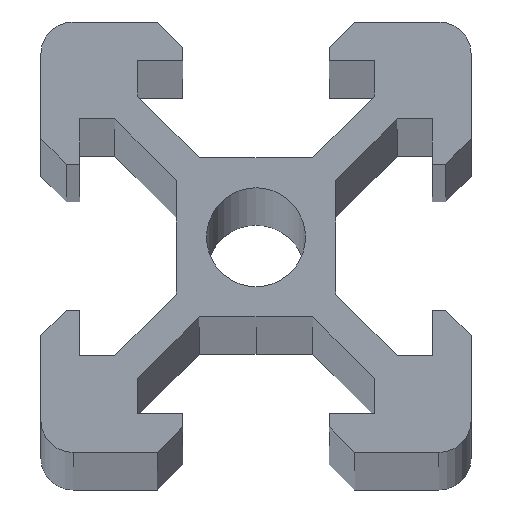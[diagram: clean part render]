
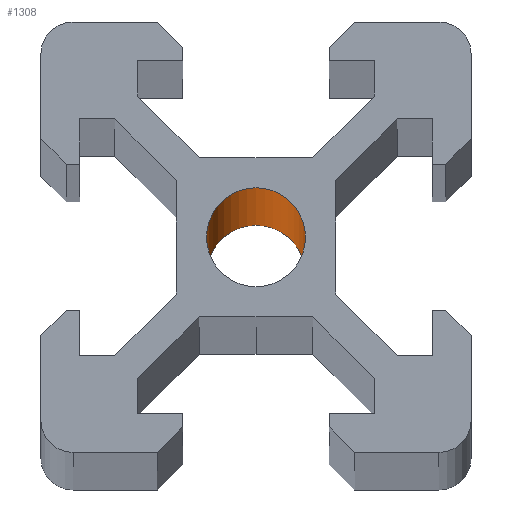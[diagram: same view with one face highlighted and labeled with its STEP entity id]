
A CAD part, top view. The second image highlights one B-rep face of the part: STEP entity #1308.
In plain terms, the highlighted cylindrical face has radius 2.3 mm (diameter 4.6 mm), a full revolution.
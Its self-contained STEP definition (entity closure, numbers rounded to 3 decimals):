
#138=FACE_OUTER_BOUND('',#202,.T.);
#202=EDGE_LOOP('',(#1171,#1172,#1173,#1174,#1175,#1176));
#377=LINE('',#2100,#550);
#550=VECTOR('',#1725,2.3);
#557=CIRCLE('',#1339,2.3);
#558=CIRCLE('',#1340,2.3);
#562=CIRCLE('',#1402,2.3);
#563=CIRCLE('',#1403,2.3);
#627=VERTEX_POINT('',#1863);
#628=VERTEX_POINT('',#1864);
#686=VERTEX_POINT('',#2096);
#687=VERTEX_POINT('',#2097);
#753=EDGE_CURVE('',#627,#628,#557,.T.);
#754=EDGE_CURVE('',#628,#627,#558,.T.);
#869=EDGE_CURVE('',#686,#687,#562,.T.);
#870=EDGE_CURVE('',#687,#686,#563,.T.);
#871=EDGE_CURVE('',#687,#628,#377,.T.);
#1171=ORIENTED_EDGE('',*,*,#869,.F.);
#1172=ORIENTED_EDGE('',*,*,#870,.F.);
#1173=ORIENTED_EDGE('',*,*,#871,.T.);
#1174=ORIENTED_EDGE('',*,*,#753,.F.);
#1175=ORIENTED_EDGE('',*,*,#754,.F.);
#1176=ORIENTED_EDGE('',*,*,#871,.F.);
#1247=CYLINDRICAL_SURFACE('',#1401,2.3);
#1308=ADVANCED_FACE('',(#138),#1247,.F.);
#1339=AXIS2_PLACEMENT_3D('',#1865,#1484,#1485);
#1340=AXIS2_PLACEMENT_3D('',#1866,#1486,#1487);
#1401=AXIS2_PLACEMENT_3D('',#2095,#1719,#1720);
#1402=AXIS2_PLACEMENT_3D('',#2098,#1721,#1722);
#1403=AXIS2_PLACEMENT_3D('',#2099,#1723,#1724);
#1484=DIRECTION('center_axis',(0.,0.,1.));
#1485=DIRECTION('ref_axis',(-1.,0.,0.));
#1486=DIRECTION('center_axis',(0.,0.,1.));
#1487=DIRECTION('ref_axis',(-1.,0.,0.));
#1719=DIRECTION('center_axis',(0.,0.,1.));
#1720=DIRECTION('ref_axis',(-1.,0.,0.));
#1721=DIRECTION('center_axis',(0.,0.,-1.));
#1722=DIRECTION('ref_axis',(0.,1.,0.));
#1723=DIRECTION('center_axis',(0.,0.,-1.));
#1724=DIRECTION('ref_axis',(0.,1.,0.));
#1725=DIRECTION('',(0.,0.,-1.));
#1863=CARTESIAN_POINT('',(0.,2.3,-500.));
#1864=CARTESIAN_POINT('',(2.3,0.,-500.));
#1865=CARTESIAN_POINT('Origin',(0.,0.,-500.));
#1866=CARTESIAN_POINT('Origin',(0.,0.,-500.));
#2095=CARTESIAN_POINT('Origin',(0.,0.,0.));
#2096=CARTESIAN_POINT('',(0.,2.3,500.));
#2097=CARTESIAN_POINT('',(2.3,0.,500.));
#2098=CARTESIAN_POINT('Origin',(0.,0.,500.));
#2099=CARTESIAN_POINT('Origin',(0.,0.,500.));
#2100=CARTESIAN_POINT('',(2.3,0.,0.));
